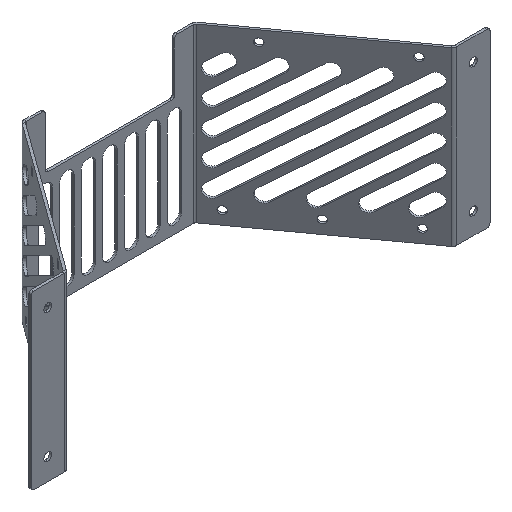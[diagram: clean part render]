
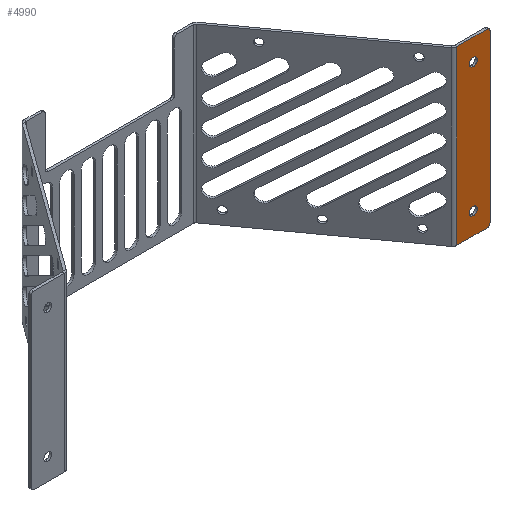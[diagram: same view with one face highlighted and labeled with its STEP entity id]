
A CAD part, isometric view. The second image highlights one B-rep face of the part: STEP entity #4990.
In plain terms, the highlighted planar face has unit normal (0, -1, 0).
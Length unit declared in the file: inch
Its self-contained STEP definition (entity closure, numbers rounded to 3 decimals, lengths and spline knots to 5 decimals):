
#51 = FACE_BOUND ( 'NONE', #3477, .T. ) ;
#52 = VERTEX_POINT ( 'NONE', #3788 ) ;
#73 = ORIENTED_EDGE ( 'NONE', *, *, #6126, .T. ) ;
#155 = LINE ( 'NONE', #4477, #2518 ) ;
#170 = CARTESIAN_POINT ( 'NONE',  ( 7.895, -2.705, 0.1 ) ) ;
#210 = CIRCLE ( 'NONE', #1973, 0.14 ) ;
#263 = VERTEX_POINT ( 'NONE', #4643 ) ;
#366 = EDGE_CURVE ( 'NONE', #52, #1239, #6034, .T. ) ;
#378 = ORIENTED_EDGE ( 'NONE', *, *, #916, .T. ) ;
#568 = VERTEX_POINT ( 'NONE', #2809 ) ;
#603 = FACE_BOUND ( 'NONE', #2034, .T. ) ;
#617 = DIRECTION ( 'NONE',  ( 0., -1., 0. ) ) ;
#752 = DIRECTION ( 'NONE',  ( 0., -1., 0. ) ) ;
#782 = VECTOR ( 'NONE', #4668, 39.37008 ) ;
#789 = CARTESIAN_POINT ( 'NONE',  ( 7.41544, -2.705, 0.75 ) ) ;
#916 = EDGE_CURVE ( 'NONE', #3146, #4316, #1505, .T. ) ;
#1016 = DIRECTION ( 'NONE',  ( 0., -1., 0. ) ) ;
#1165 = CARTESIAN_POINT ( 'NONE',  ( 6.795, -2.705, 6. ) ) ;
#1239 = VERTEX_POINT ( 'NONE', #5694 ) ;
#1286 = AXIS2_PLACEMENT_3D ( 'NONE', #789, #752, #2307 ) ;
#1302 = DIRECTION ( 'NONE',  ( 1., 0., 0. ) ) ;
#1429 = CARTESIAN_POINT ( 'NONE',  ( 7.41544, -2.705, 0.75 ) ) ;
#1488 = ORIENTED_EDGE ( 'NONE', *, *, #6773, .F. ) ;
#1505 = CIRCLE ( 'NONE', #5367, 0.1 ) ;
#1544 = VERTEX_POINT ( 'NONE', #1898 ) ;
#1817 = DIRECTION ( 'NONE',  ( 0., 0., -1. ) ) ;
#1898 = CARTESIAN_POINT ( 'NONE',  ( 7.895, -2.705, 6. ) ) ;
#1904 = EDGE_CURVE ( 'NONE', #4175, #5272, #6036, .T. ) ;
#1973 = AXIS2_PLACEMENT_3D ( 'NONE', #3916, #3368, #5546 ) ;
#1993 = EDGE_CURVE ( 'NONE', #263, #4316, #2774, .T. ) ;
#2034 = EDGE_LOOP ( 'NONE', ( #2372, #4496 ) ) ;
#2187 = ORIENTED_EDGE ( 'NONE', *, *, #1904, .T. ) ;
#2215 = CIRCLE ( 'NONE', #4978, 0.14 ) ;
#2307 = DIRECTION ( 'NONE',  ( 0., 0., 1. ) ) ;
#2372 = ORIENTED_EDGE ( 'NONE', *, *, #5654, .F. ) ;
#2518 = VECTOR ( 'NONE', #1302, 39.37008 ) ;
#2590 = LINE ( 'NONE', #5740, #782 ) ;
#2618 = CARTESIAN_POINT ( 'NONE',  ( 7.895, -2.705, 5.9 ) ) ;
#2703 = CARTESIAN_POINT ( 'NONE',  ( 6.83588, -2.705, 6. ) ) ;
#2774 = LINE ( 'NONE', #4290, #5589 ) ;
#2809 = CARTESIAN_POINT ( 'NONE',  ( 7.41544, -2.705, 5.39 ) ) ;
#3146 = VERTEX_POINT ( 'NONE', #4495 ) ;
#3253 = ORIENTED_EDGE ( 'NONE', *, *, #3869, .T. ) ;
#3368 = DIRECTION ( 'NONE',  ( 0., -1., 0. ) ) ;
#3401 = ORIENTED_EDGE ( 'NONE', *, *, #4389, .F. ) ;
#3477 = EDGE_LOOP ( 'NONE', ( #3401, #6416 ) ) ;
#3566 = DIRECTION ( 'NONE',  ( 0., 0., 1. ) ) ;
#3788 = CARTESIAN_POINT ( 'NONE',  ( 7.41544, -2.705, 0.61 ) ) ;
#3791 = DIRECTION ( 'NONE',  ( 0., -1., 0. ) ) ;
#3869 = EDGE_CURVE ( 'NONE', #5272, #3146, #155, .T. ) ;
#3916 = CARTESIAN_POINT ( 'NONE',  ( 7.41544, -2.705, 5.25 ) ) ;
#4080 = AXIS2_PLACEMENT_3D ( 'NONE', #2618, #3791, #4733 ) ;
#4148 = VECTOR ( 'NONE', #1817, 39.37008 ) ;
#4175 = VERTEX_POINT ( 'NONE', #2703 ) ;
#4191 = CIRCLE ( 'NONE', #4080, 0.1 ) ;
#4235 = FACE_OUTER_BOUND ( 'NONE', #4677, .T. ) ;
#4285 = DIRECTION ( 'NONE',  ( 0., 0., 1. ) ) ;
#4290 = CARTESIAN_POINT ( 'NONE',  ( 7.995, -2.705, 6. ) ) ;
#4316 = VERTEX_POINT ( 'NONE', #5511 ) ;
#4359 = DIRECTION ( 'NONE',  ( 0., 0., -1. ) ) ;
#4389 = EDGE_CURVE ( 'NONE', #568, #5928, #210, .T. ) ;
#4477 = CARTESIAN_POINT ( 'NONE',  ( 6.795, -2.705, 0. ) ) ;
#4495 = CARTESIAN_POINT ( 'NONE',  ( 7.895, -2.705, 0. ) ) ;
#4496 = ORIENTED_EDGE ( 'NONE', *, *, #366, .F. ) ;
#4558 = CARTESIAN_POINT ( 'NONE',  ( 7.41544, -2.705, 5.11 ) ) ;
#4643 = CARTESIAN_POINT ( 'NONE',  ( 7.995, -2.705, 5.9 ) ) ;
#4668 = DIRECTION ( 'NONE',  ( 1., 0., 0. ) ) ;
#4677 = EDGE_LOOP ( 'NONE', ( #3253, #378, #4796, #73, #1488, #2187 ) ) ;
#4733 = DIRECTION ( 'NONE',  ( 0., 0., 1. ) ) ;
#4785 = DIRECTION ( 'NONE',  ( 0., 0., 1. ) ) ;
#4796 = ORIENTED_EDGE ( 'NONE', *, *, #1993, .F. ) ;
#4978 = AXIS2_PLACEMENT_3D ( 'NONE', #6275, #1016, #4785 ) ;
#4990 = ADVANCED_FACE ( 'NONE', ( #603, #51, #4235 ), #6456, .F. ) ;
#5164 = CARTESIAN_POINT ( 'NONE',  ( 6.83588, -2.705, 0. ) ) ;
#5272 = VERTEX_POINT ( 'NONE', #5164 ) ;
#5285 = AXIS2_PLACEMENT_3D ( 'NONE', #1429, #6228, #3566 ) ;
#5293 = AXIS2_PLACEMENT_3D ( 'NONE', #1165, #5342, #5897 ) ;
#5342 = DIRECTION ( 'NONE',  ( 0., 1., 0. ) ) ;
#5367 = AXIS2_PLACEMENT_3D ( 'NONE', #170, #617, #4285 ) ;
#5405 = EDGE_CURVE ( 'NONE', #5928, #568, #2215, .T. ) ;
#5511 = CARTESIAN_POINT ( 'NONE',  ( 7.995, -2.705, 0.1 ) ) ;
#5546 = DIRECTION ( 'NONE',  ( 0., 0., 1. ) ) ;
#5551 = CARTESIAN_POINT ( 'NONE',  ( 6.83588, -2.705, 6. ) ) ;
#5589 = VECTOR ( 'NONE', #4359, 39.37008 ) ;
#5654 = EDGE_CURVE ( 'NONE', #1239, #52, #5726, .T. ) ;
#5694 = CARTESIAN_POINT ( 'NONE',  ( 7.41544, -2.705, 0.89 ) ) ;
#5726 = CIRCLE ( 'NONE', #5285, 0.14 ) ;
#5740 = CARTESIAN_POINT ( 'NONE',  ( 6.795, -2.705, 6. ) ) ;
#5897 = DIRECTION ( 'NONE',  ( 0., 0., 1. ) ) ;
#5928 = VERTEX_POINT ( 'NONE', #4558 ) ;
#6034 = CIRCLE ( 'NONE', #1286, 0.14 ) ;
#6036 = LINE ( 'NONE', #5551, #4148 ) ;
#6126 = EDGE_CURVE ( 'NONE', #263, #1544, #4191, .T. ) ;
#6228 = DIRECTION ( 'NONE',  ( 0., -1., 0. ) ) ;
#6275 = CARTESIAN_POINT ( 'NONE',  ( 7.41544, -2.705, 5.25 ) ) ;
#6416 = ORIENTED_EDGE ( 'NONE', *, *, #5405, .F. ) ;
#6456 = PLANE ( 'NONE',  #5293 ) ;
#6773 = EDGE_CURVE ( 'NONE', #4175, #1544, #2590, .T. ) ;
